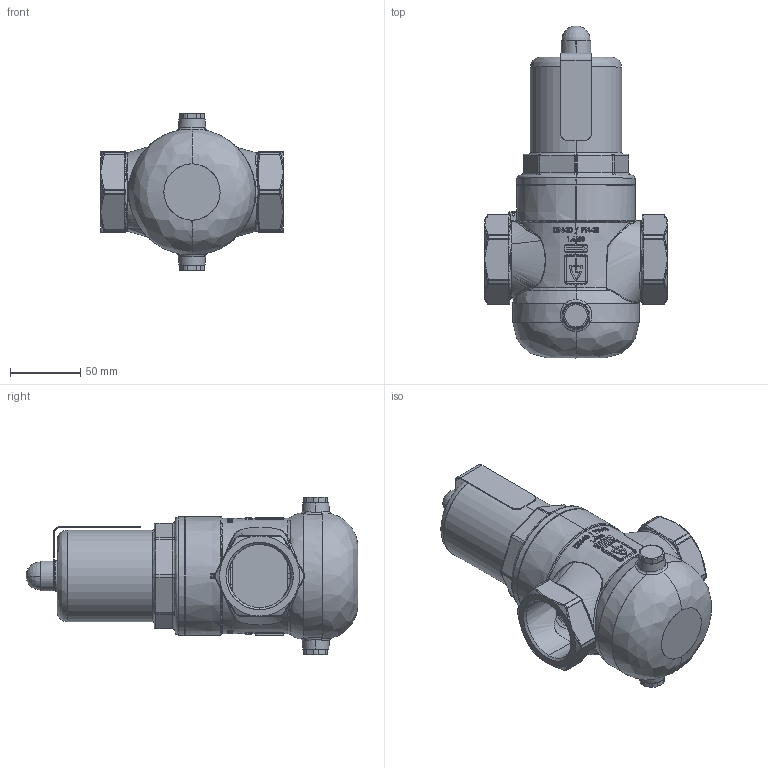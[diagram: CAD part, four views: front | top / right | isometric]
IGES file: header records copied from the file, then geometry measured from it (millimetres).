
Start section: SolidWorks IGES file using analytic representation for surfaces
Global section: file name: 481mGFO-SP-40-F+F-40+40.IGS; native system: SolidWorks 2014; preprocessor: SolidWorks 2014; author: Blankenhorn; date: 160310.135428; units: millimetre
Bounding box: 130 x 236.2 x 112 mm (x, y, z)
Surface area: 152122.9 mm2 (no closed solid volume)
Topology: 0 solids, 0 shells, 1382 faces, 16301 edges, 16252 vertices
Faces by surface type: bspline 918, revolution 464
